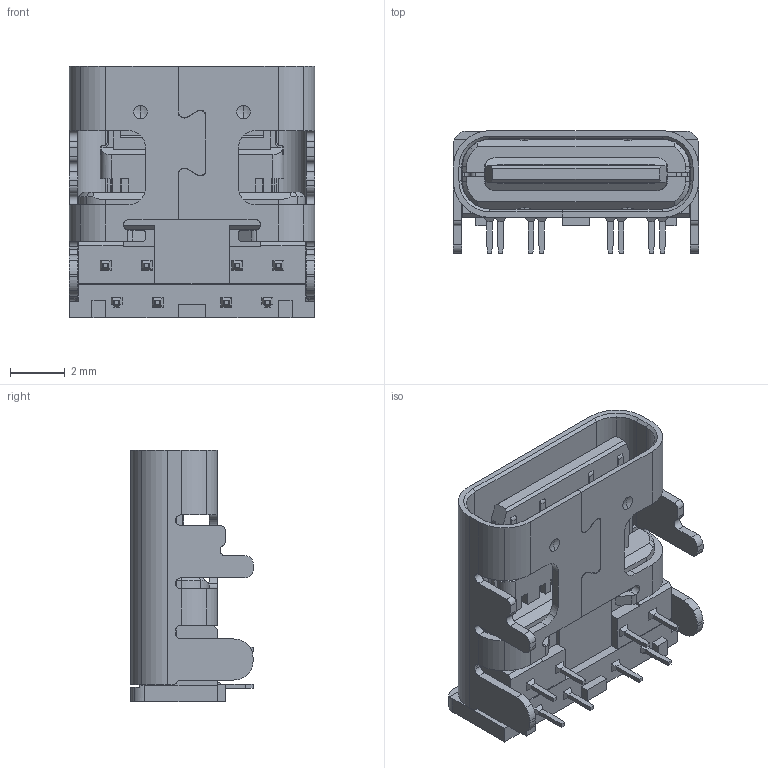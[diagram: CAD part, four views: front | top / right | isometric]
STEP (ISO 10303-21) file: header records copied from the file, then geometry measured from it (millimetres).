
FILE_DESCRIPTION (( 'STEP AP214' ), '1' );
FILE_NAME ('CUI_DEVICES_UJC-HP-G-SMT-TR.step', '2020-11-06T15:30:22', ( '' ), ( '' ), 'SwSTEP 2.0', 'SolidWorks 2020', '' );
FILE_SCHEMA (( 'AUTOMOTIVE_DESIGN' ));
Length unit declared in the file: inch
Products named in the file (1): CUI_DEVICES_UJC-HP-G-SMT-TR
Bounding box: 8.94 x 4.46 x 9.17 mm (x, y, z)
Volume: 165.4 mm3; surface area: 599.2 mm2
Topology: 6 solids, 6 shells, 719 faces, 1990 edges, 1300 vertices
Faces by surface type: plane 497, cylinder 176, sphere 24, cone 22
Entity records: 27698 total; most frequent: CARTESIAN_POINT 4401, ORIENTED_EDGE 3980, DIRECTION 3748, EDGE_CURVE 1990, LINE 1494, VECTOR 1494, VERTEX_POINT 1300, AXIS2_PLACEMENT_3D 1127
